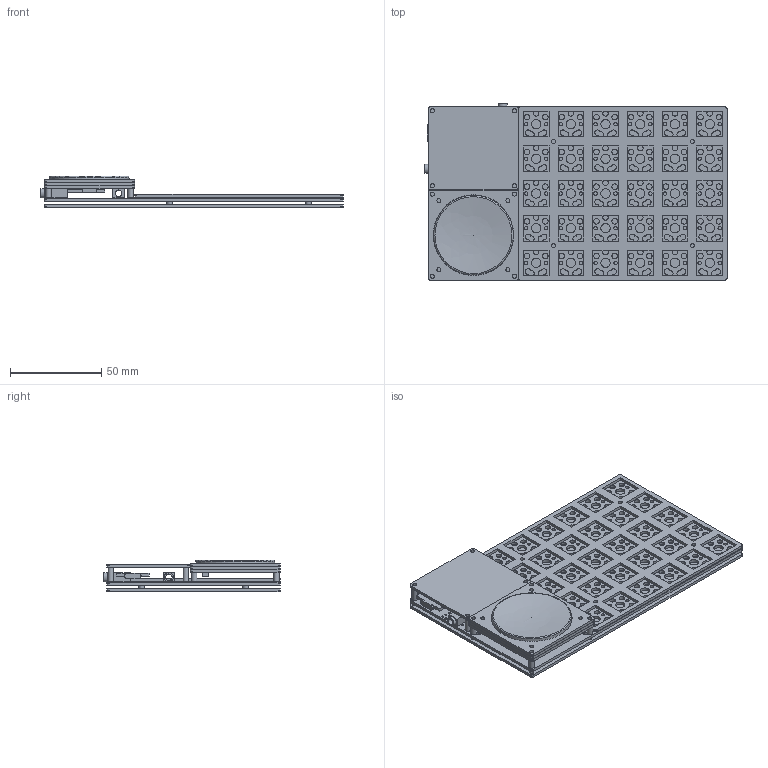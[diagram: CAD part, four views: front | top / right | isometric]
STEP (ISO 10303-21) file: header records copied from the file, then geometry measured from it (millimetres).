
FILE_DESCRIPTION(/* description */ (''),/* implementation_level */ '2;1');
FILE_NAME(/* name */ 'blank-p_5x6.step',/* time_stamp */ '2024-11-06T21:19:48+08:00',/* author */ (''),/* organization */ (''),/* preprocessor_version */ 'ST-DEVELOPER v20',/* originating_system */ 'Autodesk Translation Framework v13.20.0.188',/* authorisation */ '');
FILE_SCHEMA (('AUTOMOTIVE_DESIGN { 1 0 10303 214 3 1 1 }'));
Products named in the file (18): TPS; Cover; TPS PCB; TPS PCB_1; TPS PCB_2; TM040040; Blank_5x6; MCU; Elite-C; TRRS; TPS PCB_3; TPS PCB_4; TPS PCB_5; _autosave-TPS PCB; spacer; 4mm; 5mm; 8mm
Assembly tree (27 placements, depth 4):
  TPS
    Cover
      TPS PCB
      TPS PCB_1
      TPS PCB_2
    TM040040
    Blank_5x6
      MCU
        Elite-C
        TRRS  x2
      TPS PCB_3
      TPS PCB_4
      TPS PCB_5
      _autosave-TPS PCB
      spacer
        4mm  x4
        8mm  x4
        5mm  x4
Bounding box: 165.81 x 96.95 x 17.35 mm (x, y, z)
Volume: 68769.8 mm3; surface area: 99868.7 mm2
Topology: 24 solids, 24 shells, 2037 faces, 5951 edges, 3964 vertices
Faces by surface type: plane 1550, cylinder 478, sphere 4, cone 3, bspline 1, torus 1
Full cylindrical faces by diameter (mm): 0.7 x4, 0.8 x8, 1 x9, 1.092 x81, 1.3 x2, 1.9 x60, 2.2 x46, 3.05 x102, 3.5 x4, 3.55 x2, 5 x2, 5.1 x30, 38 x1, 38.01 x1
Entity records: 68610 total; most frequent: CARTESIAN_POINT 11893, ORIENTED_EDGE 11788, DIRECTION 10932, EDGE_CURVE 5894, LINE 4942, VECTOR 4942, VERTEX_POINT 3929, AXIS2_PLACEMENT_3D 2995
